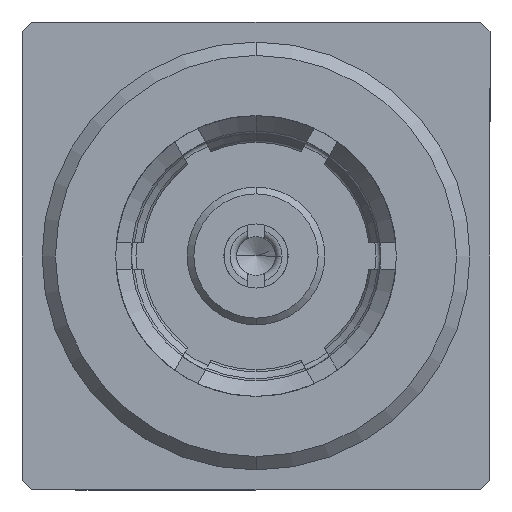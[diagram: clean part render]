
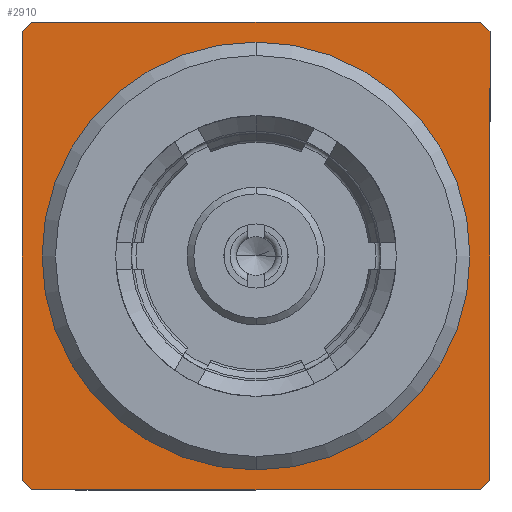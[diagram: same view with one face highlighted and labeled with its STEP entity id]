
A CAD part, left-side view. The second image highlights one B-rep face of the part: STEP entity #2910.
In plain terms, the highlighted planar face has unit normal (-1, 0, 0).
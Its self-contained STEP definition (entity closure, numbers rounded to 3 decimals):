
#14 = VERTEX_POINT ( 'NONE', #6672 ) ;
#221 = VECTOR ( 'NONE', #7335, 1000. ) ;
#345 = VERTEX_POINT ( 'NONE', #6252 ) ;
#390 = LINE ( 'NONE', #7665, #6912 ) ;
#411 = ORIENTED_EDGE ( 'NONE', *, *, #5885, .T. ) ;
#461 = DIRECTION ( 'NONE',  ( -1., 0., 0. ) ) ;
#556 = CIRCLE ( 'NONE', #6396, 4.85 ) ;
#567 = AXIS2_PLACEMENT_3D ( 'NONE', #6516, #2681, #7135 ) ;
#841 = CARTESIAN_POINT ( 'NONE',  ( 4.8, -3.357, 3.5 ) ) ;
#1206 = CIRCLE ( 'NONE', #6055, 4.85 ) ;
#1368 = CARTESIAN_POINT ( 'NONE',  ( 4.8, 0., 0. ) ) ;
#1392 = EDGE_CURVE ( 'NONE', #3137, #345, #7196, .T. ) ;
#1441 = CIRCLE ( 'NONE', #6827, 4.85 ) ;
#1555 = CARTESIAN_POINT ( 'NONE',  ( 4.8, -3.357, -3.5 ) ) ;
#1604 = AXIS2_PLACEMENT_3D ( 'NONE', #7510, #3753, #8140 ) ;
#1606 = VERTEX_POINT ( 'NONE', #2175 ) ;
#1648 = CARTESIAN_POINT ( 'NONE',  ( 4.8, 3.5, -3.357 ) ) ;
#1773 = EDGE_CURVE ( 'NONE', #7422, #2762, #1441, .T. ) ;
#1845 = CARTESIAN_POINT ( 'NONE',  ( 4.8, 3.357, 3.5 ) ) ;
#1899 = CARTESIAN_POINT ( 'NONE',  ( 4.8, 0., 0. ) ) ;
#1910 = VERTEX_POINT ( 'NONE', #1845 ) ;
#1944 = FACE_BOUND ( 'NONE', #4814, .T. ) ;
#1989 = DIRECTION ( 'NONE',  ( 0., 0., -1. ) ) ;
#2002 = DIRECTION ( 'NONE',  ( 0., 0., 1. ) ) ;
#2098 = CIRCLE ( 'NONE', #567, 4.85 ) ;
#2144 = LINE ( 'NONE', #7690, #3631 ) ;
#2175 = CARTESIAN_POINT ( 'NONE',  ( 4.8, -3.5, 3.357 ) ) ;
#2229 = VECTOR ( 'NONE', #2330, 1000. ) ;
#2247 = ORIENTED_EDGE ( 'NONE', *, *, #7434, .T. ) ;
#2291 = CARTESIAN_POINT ( 'NONE',  ( 4.8, 0., 3. ) ) ;
#2330 = DIRECTION ( 'NONE',  ( 0., 1., 0. ) ) ;
#2338 = DIRECTION ( 'NONE',  ( 0., 0., 1. ) ) ;
#2505 = ORIENTED_EDGE ( 'NONE', *, *, #4980, .T. ) ;
#2681 = DIRECTION ( 'NONE',  ( -1., 0., 0. ) ) ;
#2762 = VERTEX_POINT ( 'NONE', #7653 ) ;
#2777 = CARTESIAN_POINT ( 'NONE',  ( 4.8, 0., 0. ) ) ;
#2910 = ADVANCED_FACE ( 'NONE', ( #5147, #1944 ), #3723, .F. ) ;
#2933 = CARTESIAN_POINT ( 'NONE',  ( 4.8, 0., 0. ) ) ;
#3062 = ORIENTED_EDGE ( 'NONE', *, *, #1392, .T. ) ;
#3137 = VERTEX_POINT ( 'NONE', #2291 ) ;
#3299 = ORIENTED_EDGE ( 'NONE', *, *, #1773, .T. ) ;
#3415 = DIRECTION ( 'NONE',  ( 0., 0., 1. ) ) ;
#3575 = DIRECTION ( 'NONE',  ( 0., 0., 1. ) ) ;
#3631 = VECTOR ( 'NONE', #4565, 1000. ) ;
#3689 = EDGE_CURVE ( 'NONE', #4785, #1910, #7085, .T. ) ;
#3723 = PLANE ( 'NONE',  #1604 ) ;
#3753 = DIRECTION ( 'NONE',  ( 1., 0., 0. ) ) ;
#4250 = CARTESIAN_POINT ( 'NONE',  ( 4.8, 0., 0. ) ) ;
#4292 = ORIENTED_EDGE ( 'NONE', *, *, #3689, .T. ) ;
#4565 = DIRECTION ( 'NONE',  ( 0., 0., 1. ) ) ;
#4626 = VERTEX_POINT ( 'NONE', #1555 ) ;
#4785 = VERTEX_POINT ( 'NONE', #841 ) ;
#4814 = EDGE_LOOP ( 'NONE', ( #3062, #411 ) ) ;
#4905 = DIRECTION ( 'NONE',  ( 0., 0., 1. ) ) ;
#4980 = EDGE_CURVE ( 'NONE', #1910, #7863, #556, .T. ) ;
#4981 = ORIENTED_EDGE ( 'NONE', *, *, #8047, .T. ) ;
#5134 = CIRCLE ( 'NONE', #5499, 3. ) ;
#5147 = FACE_OUTER_BOUND ( 'NONE', #8158, .T. ) ;
#5279 = LINE ( 'NONE', #5469, #221 ) ;
#5415 = ORIENTED_EDGE ( 'NONE', *, *, #7255, .T. ) ;
#5469 = CARTESIAN_POINT ( 'NONE',  ( 4.8, 2.625, -3.5 ) ) ;
#5499 = AXIS2_PLACEMENT_3D ( 'NONE', #1899, #6151, #2338 ) ;
#5591 = CARTESIAN_POINT ( 'NONE',  ( 4.8, 3.5, 3.357 ) ) ;
#5815 = DIRECTION ( 'NONE',  ( -1., 0., 0. ) ) ;
#5885 = EDGE_CURVE ( 'NONE', #345, #3137, #5134, .T. ) ;
#6055 = AXIS2_PLACEMENT_3D ( 'NONE', #1368, #5815, #2002 ) ;
#6151 = DIRECTION ( 'NONE',  ( 1., 0., 0. ) ) ;
#6252 = CARTESIAN_POINT ( 'NONE',  ( 4.8, 0., -3. ) ) ;
#6396 = AXIS2_PLACEMENT_3D ( 'NONE', #4250, #461, #4905 ) ;
#6479 = AXIS2_PLACEMENT_3D ( 'NONE', #2933, #7356, #3575 ) ;
#6516 = CARTESIAN_POINT ( 'NONE',  ( 4.8, 0., 0. ) ) ;
#6672 = CARTESIAN_POINT ( 'NONE',  ( 4.8, -3.5, -3.357 ) ) ;
#6730 = ORIENTED_EDGE ( 'NONE', *, *, #7190, .T. ) ;
#6827 = AXIS2_PLACEMENT_3D ( 'NONE', #2777, #7215, #3415 ) ;
#6912 = VECTOR ( 'NONE', #1989, 1000. ) ;
#7085 = LINE ( 'NONE', #7981, #2229 ) ;
#7135 = DIRECTION ( 'NONE',  ( 0., 0., 1. ) ) ;
#7190 = EDGE_CURVE ( 'NONE', #1606, #4785, #1206, .T. ) ;
#7196 = CIRCLE ( 'NONE', #6479, 3. ) ;
#7215 = DIRECTION ( 'NONE',  ( -1., 0., 0. ) ) ;
#7255 = EDGE_CURVE ( 'NONE', #4626, #14, #2098, .T. ) ;
#7335 = DIRECTION ( 'NONE',  ( 0., -1., 0. ) ) ;
#7356 = DIRECTION ( 'NONE',  ( 1., 0., 0. ) ) ;
#7422 = VERTEX_POINT ( 'NONE', #1648 ) ;
#7434 = EDGE_CURVE ( 'NONE', #2762, #4626, #5279, .T. ) ;
#7510 = CARTESIAN_POINT ( 'NONE',  ( 4.8, 2.625, 0. ) ) ;
#7653 = CARTESIAN_POINT ( 'NONE',  ( 4.8, 3.357, -3.5 ) ) ;
#7665 = CARTESIAN_POINT ( 'NONE',  ( 4.8, 3.5, 0. ) ) ;
#7690 = CARTESIAN_POINT ( 'NONE',  ( 4.8, -3.5, 0. ) ) ;
#7703 = ORIENTED_EDGE ( 'NONE', *, *, #7762, .T. ) ;
#7762 = EDGE_CURVE ( 'NONE', #7863, #7422, #390, .T. ) ;
#7863 = VERTEX_POINT ( 'NONE', #5591 ) ;
#7981 = CARTESIAN_POINT ( 'NONE',  ( 4.8, 2.625, 3.5 ) ) ;
#8047 = EDGE_CURVE ( 'NONE', #14, #1606, #2144, .T. ) ;
#8140 = DIRECTION ( 'NONE',  ( 0., 0., -1. ) ) ;
#8158 = EDGE_LOOP ( 'NONE', ( #2505, #7703, #3299, #2247, #5415, #4981, #6730, #4292 ) ) ;
